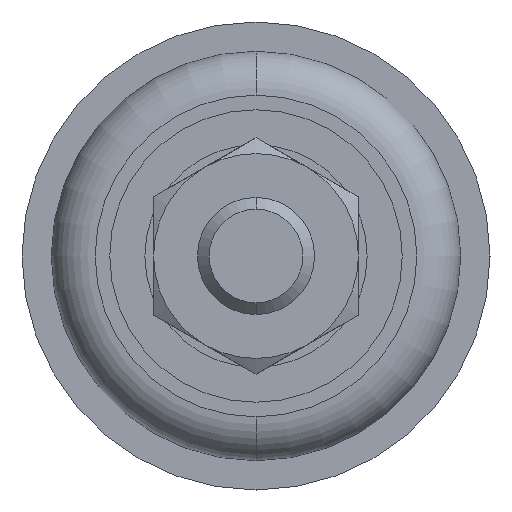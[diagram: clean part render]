
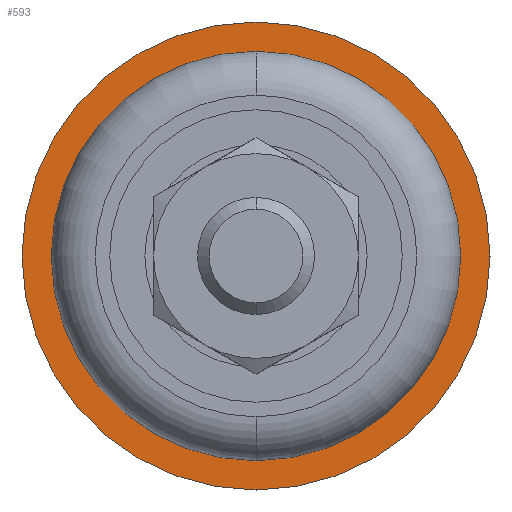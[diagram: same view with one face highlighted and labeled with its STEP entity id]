
A CAD part, front view. The second image highlights one B-rep face of the part: STEP entity #593.
In plain terms, the highlighted planar face has unit normal (0, -1, 0).
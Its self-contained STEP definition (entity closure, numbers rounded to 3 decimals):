
#72 = CARTESIAN_POINT ( 'NONE',  ( 0., 4., 0. ) ) ;
#74 = VERTEX_POINT ( 'NONE', #605 ) ;
#110 = DIRECTION ( 'NONE',  ( 0., -1., 0. ) ) ;
#130 = EDGE_CURVE ( 'NONE', #1367, #1476, #570, .T. ) ;
#203 = DIRECTION ( 'NONE',  ( 0., -1., 0. ) ) ;
#382 = FACE_BOUND ( 'NONE', #1887, .T. ) ;
#432 = DIRECTION ( 'NONE',  ( 0., -1., 0. ) ) ;
#512 = CARTESIAN_POINT ( 'NONE',  ( 0., 4., 8. ) ) ;
#517 = DIRECTION ( 'NONE',  ( 0., 0., -1. ) ) ;
#566 = DIRECTION ( 'NONE',  ( 0., 0., -1. ) ) ;
#570 = CIRCLE ( 'NONE', #1018, 7. ) ;
#593 = ADVANCED_FACE ( 'NONE', ( #820, #382 ), #956, .T. ) ;
#605 = CARTESIAN_POINT ( 'NONE',  ( 0., 4., -8. ) ) ;
#609 = CARTESIAN_POINT ( 'NONE',  ( 0., 4., 7. ) ) ;
#640 = ORIENTED_EDGE ( 'NONE', *, *, #867, .F. ) ;
#713 = CIRCLE ( 'NONE', #1486, 8. ) ;
#764 = EDGE_CURVE ( 'NONE', #875, #74, #713, .T. ) ;
#796 = CARTESIAN_POINT ( 'NONE',  ( 0., 4., -7. ) ) ;
#820 = FACE_OUTER_BOUND ( 'NONE', #886, .T. ) ;
#867 = EDGE_CURVE ( 'NONE', #1476, #1367, #1731, .T. ) ;
#875 = VERTEX_POINT ( 'NONE', #512 ) ;
#886 = EDGE_LOOP ( 'NONE', ( #979, #1049 ) ) ;
#901 = AXIS2_PLACEMENT_3D ( 'NONE', #72, #203, #903 ) ;
#903 = DIRECTION ( 'NONE',  ( 0., 0., -1. ) ) ;
#956 = PLANE ( 'NONE',  #1672 ) ;
#966 = AXIS2_PLACEMENT_3D ( 'NONE', #1130, #110, #517 ) ;
#979 = ORIENTED_EDGE ( 'NONE', *, *, #1792, .T. ) ;
#1005 = DIRECTION ( 'NONE',  ( 0., 0., -1. ) ) ;
#1018 = AXIS2_PLACEMENT_3D ( 'NONE', #1171, #1447, #1742 ) ;
#1049 = ORIENTED_EDGE ( 'NONE', *, *, #764, .T. ) ;
#1097 = ORIENTED_EDGE ( 'NONE', *, *, #130, .F. ) ;
#1130 = CARTESIAN_POINT ( 'NONE',  ( 0., 4., 0. ) ) ;
#1154 = CARTESIAN_POINT ( 'NONE',  ( 0., 4., 0. ) ) ;
#1171 = CARTESIAN_POINT ( 'NONE',  ( 0., 4., 0. ) ) ;
#1367 = VERTEX_POINT ( 'NONE', #609 ) ;
#1407 = DIRECTION ( 'NONE',  ( 0., -1., 0. ) ) ;
#1447 = DIRECTION ( 'NONE',  ( 0., -1., 0. ) ) ;
#1476 = VERTEX_POINT ( 'NONE', #796 ) ;
#1486 = AXIS2_PLACEMENT_3D ( 'NONE', #1154, #432, #1005 ) ;
#1543 = CARTESIAN_POINT ( 'NONE',  ( 7., 4., 0. ) ) ;
#1672 = AXIS2_PLACEMENT_3D ( 'NONE', #1543, #1407, #566 ) ;
#1731 = CIRCLE ( 'NONE', #901, 7. ) ;
#1742 = DIRECTION ( 'NONE',  ( 0., 0., -1. ) ) ;
#1792 = EDGE_CURVE ( 'NONE', #74, #875, #1795, .T. ) ;
#1795 = CIRCLE ( 'NONE', #966, 8. ) ;
#1887 = EDGE_LOOP ( 'NONE', ( #640, #1097 ) ) ;
